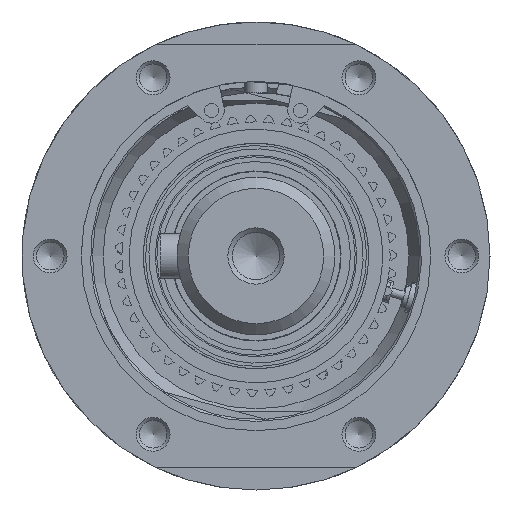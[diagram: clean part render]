
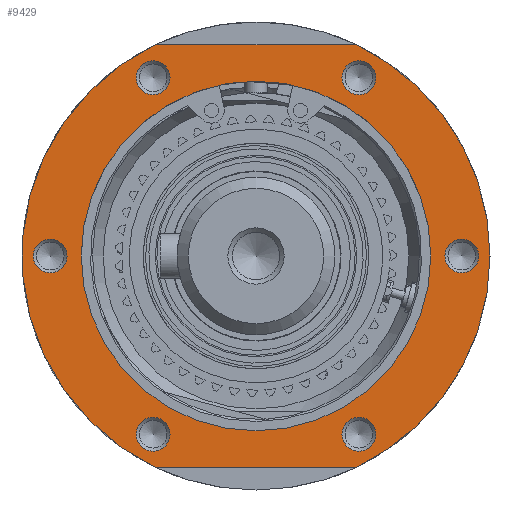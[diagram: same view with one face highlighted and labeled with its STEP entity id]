
A CAD part, left-side view. The second image highlights one B-rep face of the part: STEP entity #9429.
In plain terms, the highlighted planar face has unit normal (-1, 0, 0).
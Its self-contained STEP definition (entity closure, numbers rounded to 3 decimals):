
#190=FACE_BOUND('',#1517,.T.);
#191=FACE_BOUND('',#1518,.T.);
#192=FACE_BOUND('',#1519,.T.);
#193=FACE_BOUND('',#1520,.T.);
#194=FACE_BOUND('',#1521,.T.);
#195=FACE_BOUND('',#1522,.T.);
#196=FACE_BOUND('',#1523,.T.);
#253=PLANE('',#10172);
#914=FACE_OUTER_BOUND('',#1516,.T.);
#1516=EDGE_LOOP('',(#6523,#6524,#6525,#6526,#6527));
#1517=EDGE_LOOP('',(#6528));
#1518=EDGE_LOOP('',(#6529));
#1519=EDGE_LOOP('',(#6530));
#1520=EDGE_LOOP('',(#6531,#6532));
#1521=EDGE_LOOP('',(#6533));
#1522=EDGE_LOOP('',(#6534));
#1523=EDGE_LOOP('',(#6535));
#2254=CIRCLE('',#10165,41.5);
#2255=CIRCLE('',#10166,41.5);
#2256=CIRCLE('',#10167,41.5);
#2257=CIRCLE('',#10169,3.);
#2260=CIRCLE('',#10173,3.);
#2261=CIRCLE('',#10174,3.);
#2262=CIRCLE('',#10175,3.);
#2263=CIRCLE('',#10176,31.);
#2264=CIRCLE('',#10177,31.);
#2265=CIRCLE('',#10178,3.);
#2266=CIRCLE('',#10179,3.);
#3063=LINE('',#15282,#3529);
#3067=LINE('',#15293,#3533);
#3529=VECTOR('',#11724,10.);
#3533=VECTOR('',#11734,10.);
#4042=VERTEX_POINT('',#15279);
#4043=VERTEX_POINT('',#15281);
#4046=VERTEX_POINT('',#15290);
#4047=VERTEX_POINT('',#15292);
#4050=VERTEX_POINT('',#15300);
#4051=VERTEX_POINT('',#15306);
#4054=VERTEX_POINT('',#15314);
#4055=VERTEX_POINT('',#15316);
#4056=VERTEX_POINT('',#15318);
#4057=VERTEX_POINT('',#15320);
#4058=VERTEX_POINT('',#15321);
#4059=VERTEX_POINT('',#15324);
#4060=VERTEX_POINT('',#15326);
#5022=EDGE_CURVE('',#4043,#4042,#3063,.T.);
#5027=EDGE_CURVE('',#4047,#4046,#3067,.T.);
#5032=EDGE_CURVE('',#4050,#4042,#2254,.T.);
#5033=EDGE_CURVE('',#4043,#4046,#2255,.T.);
#5034=EDGE_CURVE('',#4047,#4050,#2256,.T.);
#5035=EDGE_CURVE('',#4051,#4051,#2257,.T.);
#5039=EDGE_CURVE('',#4054,#4054,#2260,.T.);
#5040=EDGE_CURVE('',#4055,#4055,#2261,.T.);
#5041=EDGE_CURVE('',#4056,#4056,#2262,.T.);
#5042=EDGE_CURVE('',#4057,#4058,#2263,.T.);
#5043=EDGE_CURVE('',#4058,#4057,#2264,.T.);
#5044=EDGE_CURVE('',#4059,#4059,#2265,.T.);
#5045=EDGE_CURVE('',#4060,#4060,#2266,.T.);
#6523=ORIENTED_EDGE('',*,*,#5022,.T.);
#6524=ORIENTED_EDGE('',*,*,#5032,.F.);
#6525=ORIENTED_EDGE('',*,*,#5034,.F.);
#6526=ORIENTED_EDGE('',*,*,#5027,.T.);
#6527=ORIENTED_EDGE('',*,*,#5033,.F.);
#6528=ORIENTED_EDGE('',*,*,#5039,.F.);
#6529=ORIENTED_EDGE('',*,*,#5040,.F.);
#6530=ORIENTED_EDGE('',*,*,#5041,.F.);
#6531=ORIENTED_EDGE('',*,*,#5042,.T.);
#6532=ORIENTED_EDGE('',*,*,#5043,.T.);
#6533=ORIENTED_EDGE('',*,*,#5044,.F.);
#6534=ORIENTED_EDGE('',*,*,#5045,.F.);
#6535=ORIENTED_EDGE('',*,*,#5035,.F.);
#9429=ADVANCED_FACE('',(#914,#190,#191,#192,#193,#194,#195,#196),#253,.T.);
#10165=AXIS2_PLACEMENT_3D('',#15302,#11743,#11744);
#10166=AXIS2_PLACEMENT_3D('',#15303,#11745,#11746);
#10167=AXIS2_PLACEMENT_3D('',#15304,#11747,#11748);
#10169=AXIS2_PLACEMENT_3D('',#15307,#11751,#11752);
#10172=AXIS2_PLACEMENT_3D('',#15313,#11758,#11759);
#10173=AXIS2_PLACEMENT_3D('',#15315,#11760,#11761);
#10174=AXIS2_PLACEMENT_3D('',#15317,#11762,#11763);
#10175=AXIS2_PLACEMENT_3D('',#15319,#11764,#11765);
#10176=AXIS2_PLACEMENT_3D('',#15322,#11766,#11767);
#10177=AXIS2_PLACEMENT_3D('',#15323,#11768,#11769);
#10178=AXIS2_PLACEMENT_3D('',#15325,#11770,#11771);
#10179=AXIS2_PLACEMENT_3D('',#15327,#11772,#11773);
#11724=DIRECTION('',(0.,-1.,0.));
#11734=DIRECTION('',(0.,1.,0.));
#11743=DIRECTION('center_axis',(1.,0.,0.));
#11744=DIRECTION('ref_axis',(0.,1.,0.));
#11745=DIRECTION('center_axis',(1.,0.,0.));
#11746=DIRECTION('ref_axis',(0.,1.,0.));
#11747=DIRECTION('center_axis',(1.,0.,0.));
#11748=DIRECTION('ref_axis',(0.,1.,0.));
#11751=DIRECTION('center_axis',(-1.,0.,0.));
#11752=DIRECTION('ref_axis',(0.,0.866,0.5));
#11758=DIRECTION('center_axis',(-1.,0.,0.));
#11759=DIRECTION('ref_axis',(0.,0.,1.));
#11760=DIRECTION('center_axis',(-1.,0.,0.));
#11761=DIRECTION('ref_axis',(0.,0.,
1.));
#11762=DIRECTION('center_axis',(-1.,0.,0.));
#11763=DIRECTION('ref_axis',(0.,-0.866,0.5));
#11764=DIRECTION('center_axis',(-1.,0.,0.));
#11765=DIRECTION('ref_axis',(0.,-0.866,-0.5));
#11766=DIRECTION('center_axis',(1.,0.,0.));
#11767=DIRECTION('ref_axis',(0.,1.,0.));
#11768=DIRECTION('center_axis',(1.,0.,0.));
#11769=DIRECTION('ref_axis',(0.,1.,0.));
#11770=DIRECTION('center_axis',(-1.,0.,0.));
#11771=DIRECTION('ref_axis',(0.,0.,-1.));
#11772=DIRECTION('center_axis',(-1.,0.,0.));
#11773=DIRECTION('ref_axis',(0.,0.866,-0.5));
#15279=CARTESIAN_POINT('',(-225.,-17.776,-37.5));
#15281=CARTESIAN_POINT('',(-225.,17.776,-37.5));
#15282=CARTESIAN_POINT('',(-225.,4.214,-37.5));
#15290=CARTESIAN_POINT('',(-225.,17.776,37.5));
#15292=CARTESIAN_POINT('',(-225.,-17.776,37.5));
#15293=CARTESIAN_POINT('',(-225.,32.036,37.5));
#15300=CARTESIAN_POINT('',(-225.,-41.5,0.));
#15302=CARTESIAN_POINT('Origin',(-225.,0.,0.));
#15303=CARTESIAN_POINT('Origin',(-225.,0.,0.));
#15304=CARTESIAN_POINT('Origin',(-225.,0.,0.));
#15306=CARTESIAN_POINT('',(-225.,-20.848,30.11));
#15307=CARTESIAN_POINT('Origin',(-225.,-18.25,31.61));
#15313=CARTESIAN_POINT('Origin',(-225.,36.25,0.));
#15314=CARTESIAN_POINT('',(-225.,-36.5,-3.));
#15315=CARTESIAN_POINT('Origin',(-225.,-36.5,0.));
#15316=CARTESIAN_POINT('',(-225.,-15.652,-33.11));
#15317=CARTESIAN_POINT('Origin',(-225.,-18.25,-31.61));
#15318=CARTESIAN_POINT('',(-225.,20.848,-30.11));
#15319=CARTESIAN_POINT('Origin',(-225.,18.25,-31.61));
#15320=CARTESIAN_POINT('',(-225.,31.,0.));
#15321=CARTESIAN_POINT('',(-225.,-31.,0.));
#15322=CARTESIAN_POINT('Origin',(-225.,0.,0.));
#15323=CARTESIAN_POINT('Origin',(-225.,0.,0.));
#15324=CARTESIAN_POINT('',(-225.,36.5,3.));
#15325=CARTESIAN_POINT('Origin',(-225.,36.5,0.));
#15326=CARTESIAN_POINT('',(-225.,15.652,33.11));
#15327=CARTESIAN_POINT('Origin',(-225.,18.25,31.61));
